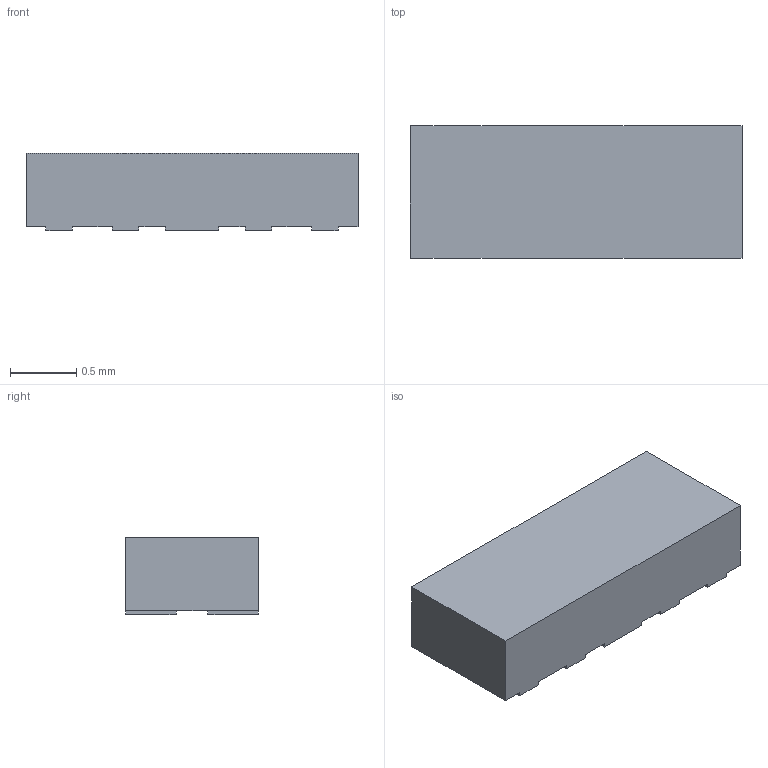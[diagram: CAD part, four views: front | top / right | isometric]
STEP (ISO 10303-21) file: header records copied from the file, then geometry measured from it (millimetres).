
FILE_DESCRIPTION (( 'STEP AP214' ), '1' );
FILE_NAME ('RCLAMP0524P.TCT.STEP', '2023-11-30T18:45:17', ( 'USER' ), ( '' ), 'SwSTEP 2.0', 'SolidWorks 2016', '' );
FILE_SCHEMA (( 'AUTOMOTIVE_DESIGN' ));
Length unit declared in the file: millimetre
Products named in the file (1): RCLAMP0524P.TCT
Bounding box: 2.5 x 1 x 0.58 mm (x, y, z)
Volume: 1.4 mm3; surface area: 9.2 mm2
Topology: 1 solids, 1 shells, 46 faces, 132 edges, 88 vertices
Faces by surface type: plane 46
Entity records: 1521 total; most frequent: CARTESIAN_POINT 267, ORIENTED_EDGE 264, DIRECTION 226, VECTOR 132, LINE 132, EDGE_CURVE 132, VERTEX_POINT 88, AXIS2_PLACEMENT_3D 47
